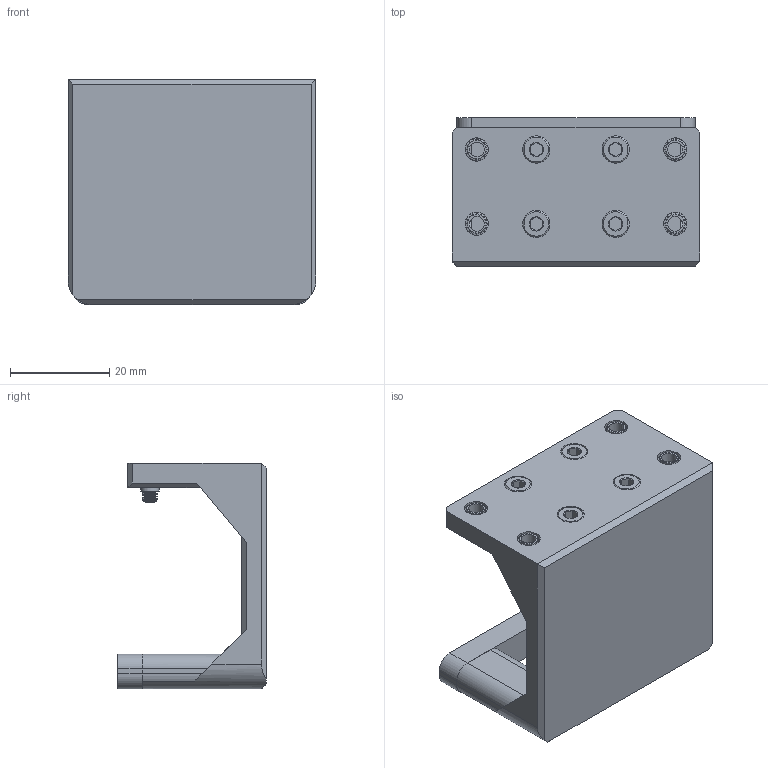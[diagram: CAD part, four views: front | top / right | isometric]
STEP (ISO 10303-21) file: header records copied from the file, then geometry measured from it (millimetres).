
FILE_DESCRIPTION(/* description */ (''),/* implementation_level */ '2;1');
FILE_NAME(/* name */ 'MHN9H Extruder Mount.step',/* time_stamp */ '2023-04-19T10:22:00+02:00',/* author */ (''),/* organization */ (''),/* preprocessor_version */ 'ST-DEVELOPER v19.2',/* originating_system */ 'Autodesk Translation Framework v12.4.0.73',/* authorisation */ '');
FILE_SCHEMA (('AUTOMOTIVE_DESIGN { 1 0 10303 214 3 1 1 }'));
Length unit declared in the file: millimetre
Products named in the file (4): Extruder Mount; Mount Cap; 94459A140_NO THREADS_Heat-Set Inserts for Plastic; 91292A110_18-8 Stainless Steel Socket Head Screw
Assembly tree (11 placements, depth 2):
  Extruder Mount
    94459A140_NO THREADS_Heat-Set Inserts for Plastic  x6
    Mount Cap
    91292A110_18-8 Stainless Steel Socket Head Screw  x4
Bounding box: 50 x 30 x 45.5 mm (x, y, z)
Volume: 20782 mm3; surface area: 13057.3 mm2
Topology: 12 solids, 12 shells, 1514 faces, 4342 edges, 2868 vertices
Faces by surface type: bspline 974, cylinder 344, plane 120, cone 72, torus 4
Full cylindrical faces by diameter (mm): 2.35 x36, 3 x42, 3.5 x6, 3.705 x12, 3.9 x6, 4.7 x6, 5.5 x10
Entity records: 24271 total; most frequent: CARTESIAN_POINT 16430, ORIENTED_EDGE 1978, DIRECTION 1162, EDGE_CURVE 989, VERTEX_POINT 647, AXIS2_PLACEMENT_3D 468, EDGE_LOOP 396, B_SPLINE_CURVE_WITH_KNOTS 369
